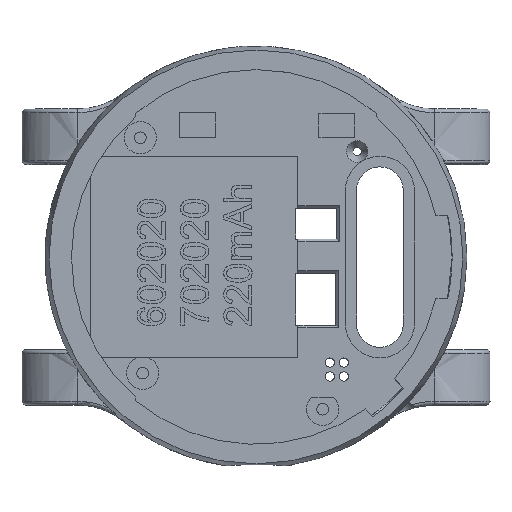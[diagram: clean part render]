
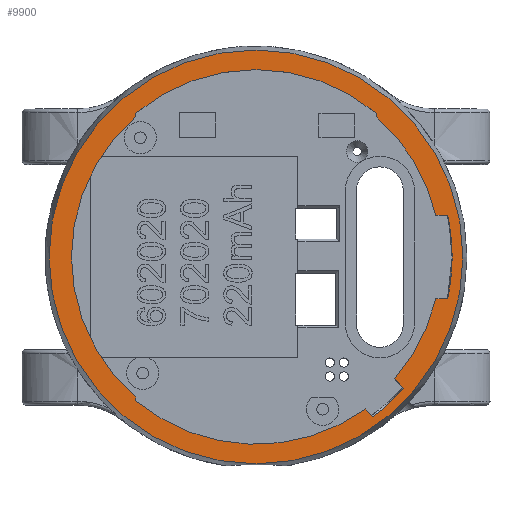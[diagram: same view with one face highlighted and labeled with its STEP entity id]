
A CAD part, top view. The second image highlights one B-rep face of the part: STEP entity #9900.
In plain terms, the highlighted planar face has unit normal (0, 0, 1).
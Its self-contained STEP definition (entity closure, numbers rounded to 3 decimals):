
#34=FACE_BOUND('',#1383,.T.);
#143=CIRCLE('',#10464,21.2);
#152=CIRCLE('',#10473,21.2);
#178=CIRCLE('',#10515,22.366);
#182=CIRCLE('',#10525,21.4);
#184=CIRCLE('',#10532,19.95);
#186=CIRCLE('',#10535,20.25);
#187=CIRCLE('',#10536,19.95);
#188=CIRCLE('',#10537,20.25);
#189=CIRCLE('',#10538,19.95);
#238=PLANE('',#10534);
#799=FACE_OUTER_BOUND('',#1382,.T.);
#1382=EDGE_LOOP('',(#7122));
#1383=EDGE_LOOP('',(#7123,#7124,#7125,#7126,#7127,#7128,#7129,#7130,#7131,
#7132,#7133,#7134,#7135,#7136,#7137));
#2734=LINE('',#15653,#3434);
#2740=LINE('',#15666,#3440);
#2742=LINE('',#15680,#3442);
#2743=LINE('',#15684,#3443);
#2744=LINE('',#15688,#3444);
#2745=LINE('',#15691,#3445);
#2746=LINE('',#15692,#3446);
#3434=VECTOR('',#11083,10.);
#3440=VECTOR('',#11097,10.);
#3442=VECTOR('',#11115,10.);
#3443=VECTOR('',#11118,10.);
#3444=VECTOR('',#11121,10.);
#3445=VECTOR('',#11124,10.);
#3446=VECTOR('',#11125,10.);
#4173=VERTEX_POINT('',#15087);
#4174=VERTEX_POINT('',#15089);
#4187=VERTEX_POINT('',#15222);
#4236=VERTEX_POINT('',#15630);
#4241=VERTEX_POINT('',#15650);
#4242=VERTEX_POINT('',#15652);
#4244=VERTEX_POINT('',#15658);
#4245=VERTEX_POINT('',#15664);
#4246=VERTEX_POINT('',#15671);
#4248=VERTEX_POINT('',#15677);
#4249=VERTEX_POINT('',#15679);
#4250=VERTEX_POINT('',#15681);
#4251=VERTEX_POINT('',#15683);
#4252=VERTEX_POINT('',#15685);
#4253=VERTEX_POINT('',#15687);
#4254=VERTEX_POINT('',#15689);
#5249=EDGE_CURVE('',#4174,#4173,#143,.T.);
#5268=EDGE_CURVE('',#4173,#4187,#152,.T.);
#5346=EDGE_CURVE('',#4236,#4236,#178,.T.);
#5356=EDGE_CURVE('',#4242,#4241,#2734,.T.);
#5360=EDGE_CURVE('',#4241,#4244,#182,.T.);
#5363=EDGE_CURVE('',#4244,#4245,#2740,.T.);
#5365=EDGE_CURVE('',#4246,#4242,#184,.T.);
#5368=EDGE_CURVE('',#4245,#4248,#186,.T.);
#5369=EDGE_CURVE('',#4248,#4249,#2742,.T.);
#5370=EDGE_CURVE('',#4249,#4250,#187,.T.);
#5371=EDGE_CURVE('',#4250,#4251,#2743,.T.);
#5372=EDGE_CURVE('',#4251,#4252,#188,.T.);
#5373=EDGE_CURVE('',#4252,#4253,#2744,.T.);
#5374=EDGE_CURVE('',#4253,#4254,#189,.T.);
#5375=EDGE_CURVE('',#4254,#4174,#2745,.T.);
#5376=EDGE_CURVE('',#4187,#4246,#2746,.T.);
#7122=ORIENTED_EDGE('',*,*,#5346,.T.);
#7123=ORIENTED_EDGE('',*,*,#5356,.T.);
#7124=ORIENTED_EDGE('',*,*,#5360,.T.);
#7125=ORIENTED_EDGE('',*,*,#5363,.T.);
#7126=ORIENTED_EDGE('',*,*,#5368,.T.);
#7127=ORIENTED_EDGE('',*,*,#5369,.T.);
#7128=ORIENTED_EDGE('',*,*,#5370,.T.);
#7129=ORIENTED_EDGE('',*,*,#5371,.T.);
#7130=ORIENTED_EDGE('',*,*,#5372,.T.);
#7131=ORIENTED_EDGE('',*,*,#5373,.T.);
#7132=ORIENTED_EDGE('',*,*,#5374,.T.);
#7133=ORIENTED_EDGE('',*,*,#5375,.T.);
#7134=ORIENTED_EDGE('',*,*,#5249,.T.);
#7135=ORIENTED_EDGE('',*,*,#5268,.T.);
#7136=ORIENTED_EDGE('',*,*,#5376,.T.);
#7137=ORIENTED_EDGE('',*,*,#5365,.T.);
#9900=ADVANCED_FACE('',(#799,#34),#238,.T.);
#10464=AXIS2_PLACEMENT_3D('',#15090,#10931,#10932);
#10473=AXIS2_PLACEMENT_3D('',#15224,#10953,#10954);
#10515=AXIS2_PLACEMENT_3D('',#15632,#11059,#11060);
#10525=AXIS2_PLACEMENT_3D('',#15660,#11089,#11090);
#10532=AXIS2_PLACEMENT_3D('',#15672,#11106,#11107);
#10534=AXIS2_PLACEMENT_3D('',#15676,#11111,#11112);
#10535=AXIS2_PLACEMENT_3D('',#15678,#11113,#11114);
#10536=AXIS2_PLACEMENT_3D('',#15682,#11116,#11117);
#10537=AXIS2_PLACEMENT_3D('',#15686,#11119,#11120);
#10538=AXIS2_PLACEMENT_3D('',#15690,#11122,#11123);
#10931=DIRECTION('center_axis',(0.,0.,-1.));
#10932=DIRECTION('ref_axis',(-1.,0.,0.));
#10953=DIRECTION('center_axis',(0.,0.,-1.));
#10954=DIRECTION('ref_axis',(-1.,0.,0.));
#11059=DIRECTION('center_axis',(0.,0.,1.));
#11060=DIRECTION('ref_axis',(-1.,0.,0.));
#11083=DIRECTION('',(0.669,-0.743,0.));
#11089=DIRECTION('center_axis',(0.,0.,-1.));
#11090=DIRECTION('ref_axis',(-1.,0.,0.));
#11097=DIRECTION('',(-0.669,0.743,0.));
#11106=DIRECTION('center_axis',(0.,0.,-1.));
#11107=DIRECTION('ref_axis',(-1.,0.,0.));
#11111=DIRECTION('center_axis',(0.,0.,1.));
#11112=DIRECTION('ref_axis',(1.,0.,0.));
#11113=DIRECTION('center_axis',(0.,0.,-1.));
#11114=DIRECTION('ref_axis',(-1.,0.,0.));
#11115=DIRECTION('',(0.,1.,0.));
#11116=DIRECTION('center_axis',(0.,0.,-1.));
#11117=DIRECTION('ref_axis',(-1.,0.,0.));
#11118=DIRECTION('',(0.,1.,0.));
#11119=DIRECTION('center_axis',(0.,0.,-1.));
#11120=DIRECTION('ref_axis',(-1.,0.,0.));
#11121=DIRECTION('',(0.,-1.,0.));
#11122=DIRECTION('center_axis',(0.,0.,-1.));
#11123=DIRECTION('ref_axis',(-1.,0.,0.));
#11124=DIRECTION('',(1.,0.,0.));
#11125=DIRECTION('',(-1.,0.,0.));
#15087=CARTESIAN_POINT('',(21.2,0.,0.));
#15089=CARTESIAN_POINT('',(20.717,4.5,0.));
#15090=CARTESIAN_POINT('Origin',(0.,0.,0.));
#15222=CARTESIAN_POINT('',(20.717,-4.5,0.));
#15224=CARTESIAN_POINT('Origin',(0.,0.,0.));
#15630=CARTESIAN_POINT('',(22.366,0.,0.));
#15632=CARTESIAN_POINT('Origin',(0.,0.,0.));
#15650=CARTESIAN_POINT('',(15.948,-14.27,0.));
#15652=CARTESIAN_POINT('',(14.971,-13.186,0.));
#15653=CARTESIAN_POINT('',(8.341,-5.822,0.));
#15658=CARTESIAN_POINT('',(12.611,-17.289,0.));
#15660=CARTESIAN_POINT('Origin',(0.,0.,0.));
#15664=CARTESIAN_POINT('',(11.837,-16.43,0.));
#15666=CARTESIAN_POINT('',(5.489,-9.38,0.));
#15671=CARTESIAN_POINT('',(19.436,-4.5,0.));
#15672=CARTESIAN_POINT('Origin',(0.,0.,0.));
#15676=CARTESIAN_POINT('Origin',(0.,0.,0.));
#15677=CARTESIAN_POINT('',(-13.,-15.526,0.));
#15678=CARTESIAN_POINT('Origin',(0.,0.,0.));
#15679=CARTESIAN_POINT('',(-13.,-15.133,0.));
#15680=CARTESIAN_POINT('',(-13.,-27.559,0.));
#15681=CARTESIAN_POINT('',(-13.,15.133,0.));
#15682=CARTESIAN_POINT('Origin',(0.,0.,0.));
#15683=CARTESIAN_POINT('',(-13.,15.526,0.));
#15684=CARTESIAN_POINT('',(-13.,-27.559,0.));
#15685=CARTESIAN_POINT('',(13.,15.526,0.));
#15686=CARTESIAN_POINT('Origin',(0.,0.,0.));
#15687=CARTESIAN_POINT('',(13.,15.133,0.));
#15688=CARTESIAN_POINT('',(13.,27.,0.));
#15689=CARTESIAN_POINT('',(19.436,4.5,0.));
#15690=CARTESIAN_POINT('Origin',(0.,0.,0.));
#15691=CARTESIAN_POINT('',(19.436,4.5,0.));
#15692=CARTESIAN_POINT('',(19.436,-4.5,0.));
